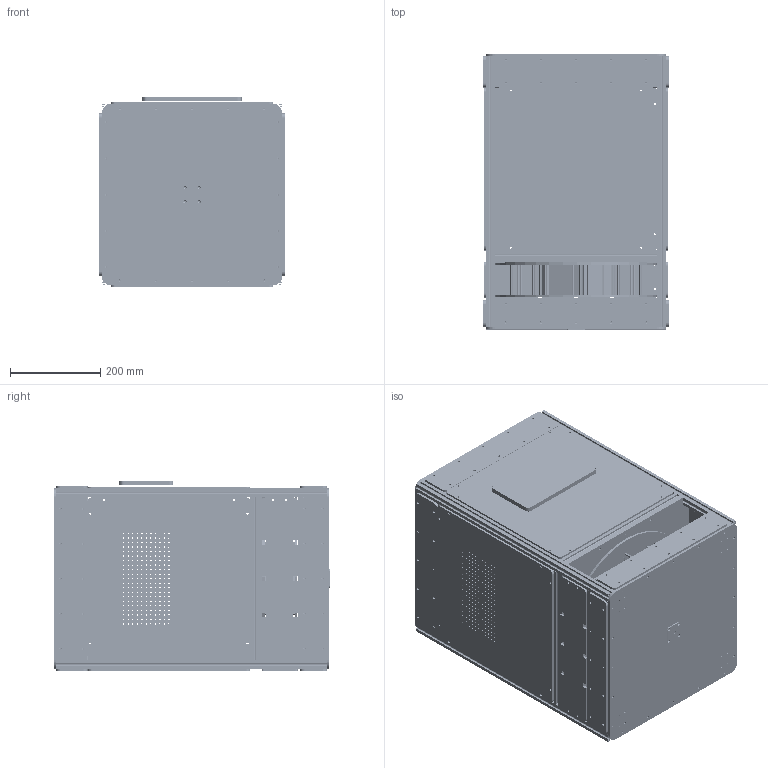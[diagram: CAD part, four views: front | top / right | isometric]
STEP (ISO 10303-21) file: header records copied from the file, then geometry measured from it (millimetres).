
FILE_DESCRIPTION(/* description */ (''),/* implementation_level */ '2;1');
FILE_NAME(/* name */ 'Assembly1.stp',/* time_stamp */ '2022-12-06T22:22:54+09:00',/* author */ ('juniq'),/* organization */ (''),/* preprocessor_version */ 'ST-DEVELOPER v18.1',/* originating_system */ 'Autodesk Inventor 2022',/* authorisation */ '');
FILE_SCHEMA (('AUTOMOTIVE_DESIGN { 1 0 10303 214 3 1 1 }'));
Length unit declared in the file: millimetre
Products named in the file (22): Assembly1; 2020_base; C_up; C_up_1; support70; C_in; C_near; C_near_1; NEMA_17_PHB42S28-406A v2; C_near_2; 2020_base_1; Down side; C_near_3; C_near_4; Cover; Middle Side; Cover_1; Cover Front Cover; Up side; C_near_5; Middle Side_1; in long
Assembly tree (87 placements, depth 2):
  Assembly1
    2020_base  x4
    2020_base_1  x26
    C_up
    C_up_1
    support70  x24
    C_in  x6
    C_near
    C_near_1
    NEMA_17_PHB42S28-406A v2
    C_near_2
    Down side  x4
    C_near_3
    C_near_4
    Cover  x3
    Middle Side  x2
    Cover_1
    Cover Front Cover
    Up side  x4
    C_near_5
    Middle Side_1
    in long  x2
Bounding box: 410 x 612 x 422 mm (x, y, z)
Volume: 11726967.1 mm3; surface area: 6729398.3 mm2
Topology: 87 solids, 87 shells, 3442 faces, 9818 edges, 6524 vertices
Faces by surface type: plane 1813, cylinder 1570, torus 35, sphere 15, cone 9
Full cylindrical faces by diameter (mm): 2 x1, 2.5 x4, 2.8 x4, 3 x770, 3.2 x6, 3.4 x16, 4 x136, 4.3 x30, 5 x214, 5.4 x1, 9 x1, 10.795 x2, 12.7 x1, 16 x2, 20 x1, 22 x1, 24 x1, 30 x1, 31 x1, 33 x1, 70 x7, 360 x2
Entity records: 42734 total; most frequent: CARTESIAN_POINT 7456, DIRECTION 7151, ORIENTED_EDGE 6730, EDGE_CURVE 3365, AXIS2_PLACEMENT_3D 2597, VERTEX_POINT 2242, EDGE_LOOP 2211, LINE 1957
